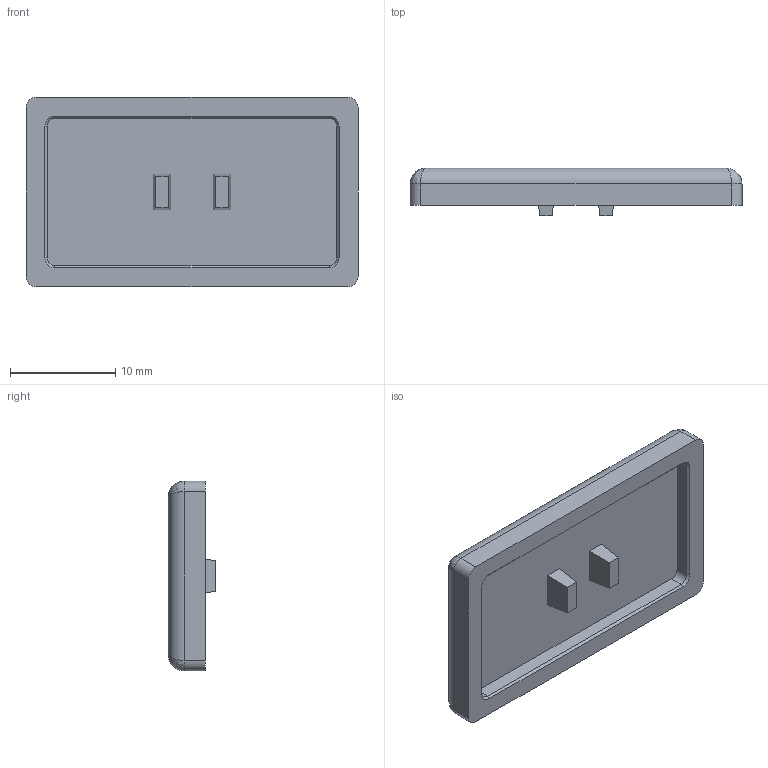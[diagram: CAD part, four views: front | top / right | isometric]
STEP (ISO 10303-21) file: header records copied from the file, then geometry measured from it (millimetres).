
FILE_DESCRIPTION (( 'STEP AP203' ), '1' );
FILE_NAME ('Space.STEP', '2020-03-24T16:24:13', ( '' ), ( '' ), 'SwSTEP 2.0', 'SolidWorks 2018', '' );
FILE_SCHEMA (( 'CONFIG_CONTROL_DESIGN' ));
Length unit declared in the file: millimetre
Products named in the file (1): Space
Bounding box: 31.5 x 4.5 x 18 mm (x, y, z)
Volume: 1379.9 mm3; surface area: 1564.3 mm2
Topology: 1 solids, 1 shells, 45 faces, 104 edges, 60 vertices
Faces by surface type: plane 25, cylinder 12, bspline 4, cone 4
Entity records: 1439 total; most frequent: CARTESIAN_POINT 394, ORIENTED_EDGE 200, DIRECTION 196, EDGE_CURVE 100, VECTOR 72, LINE 72, AXIS2_PLACEMENT_3D 62, VERTEX_POINT 60
